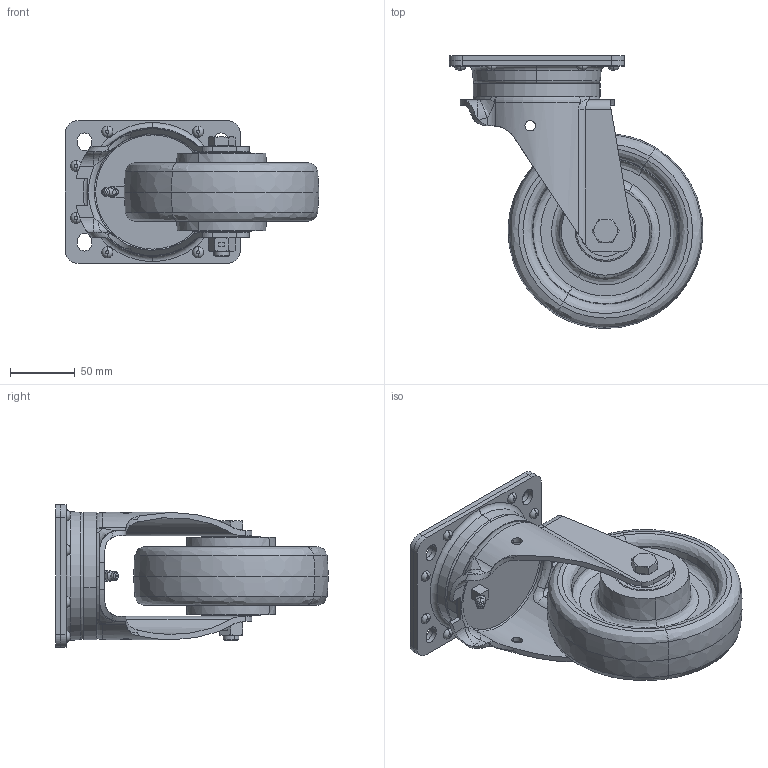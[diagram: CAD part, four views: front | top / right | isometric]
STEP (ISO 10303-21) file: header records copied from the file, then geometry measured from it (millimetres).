
FILE_DESCRIPTION (( 'STEP AP214' ), '1' );
FILE_NAME ('0014563BL.step', '2023-01-20T08:19:36', ( '' ), ( '' ), 'SwSTEP 2.0', 'SolidWorks 2020', '' );
FILE_SCHEMA (( 'AUTOMOTIVE_DESIGN' ));
Length unit declared in the file: millimetre
Products named in the file (1): 0014563BL
Bounding box: 195.49 x 209.99 x 110 mm (x, y, z)
Volume: 951093.5 mm3; surface area: 247233 mm2
Topology: 21 solids, 21 shells, 516 faces, 1167 edges, 724 vertices
Faces by surface type: cylinder 178, plane 168, torus 83, cone 48, bspline 38, sphere 1
Entity records: 26253 total; most frequent: CARTESIAN_POINT 8674, DIRECTION 2561, ORIENTED_EDGE 2324, EDGE_CURVE 1162, AXIS2_PLACEMENT_3D 1075, VERTEX_POINT 722, EDGE_LOOP 606, CIRCLE 596
